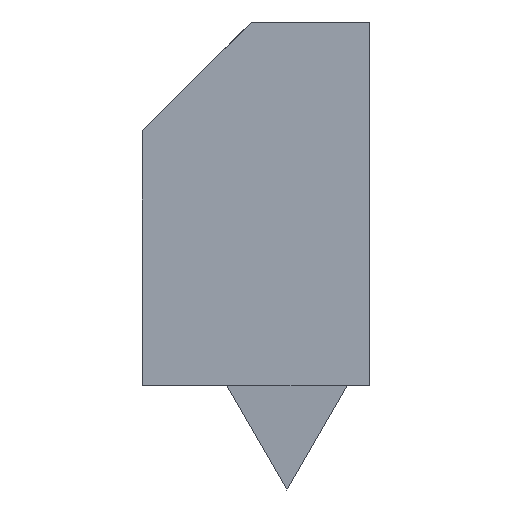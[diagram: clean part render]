
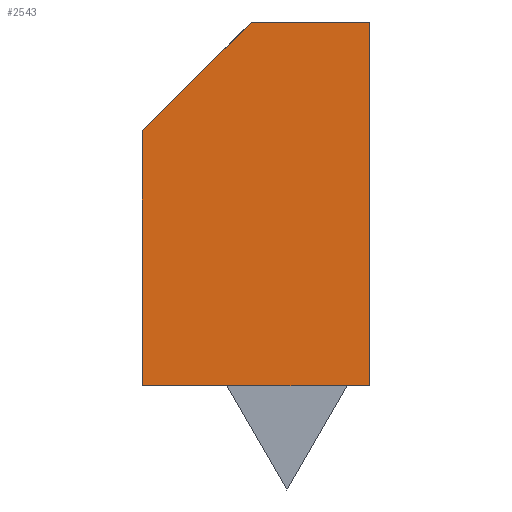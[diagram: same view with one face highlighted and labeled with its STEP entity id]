
A CAD part, left-side view. The second image highlights one B-rep face of the part: STEP entity #2543.
In plain terms, the highlighted planar face has unit normal (-1, 0, 0).
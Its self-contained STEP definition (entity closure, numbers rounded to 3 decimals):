
#441 = PLANE('',#442);
#442 = AXIS2_PLACEMENT_3D('',#443,#444,#445);
#443 = CARTESIAN_POINT('',(20.,-48.7,0.));
#444 = DIRECTION('',(0.,0.,-1.));
#445 = DIRECTION('',(0.,1.,0.));
#865 = PLANE('',#866);
#866 = AXIS2_PLACEMENT_3D('',#867,#868,#869);
#867 = CARTESIAN_POINT('',(-12.25,-66.,0.));
#868 = DIRECTION('',(0.,1.,0.));
#869 = DIRECTION('',(1.,0.,0.));
#898 = PLANE('',#899);
#899 = AXIS2_PLACEMENT_3D('',#900,#901,#902);
#900 = CARTESIAN_POINT('',(20.,-90.,0.));
#901 = DIRECTION('',(0.,0.,-1.));
#902 = DIRECTION('',(0.,1.,0.));
#1200 = VERTEX_POINT('',#1201);
#1201 = CARTESIAN_POINT('',(-12.25,-48.7,0.));
#1227 = EDGE_CURVE('',#1228,#1200,#1230,.T.);
#1228 = VERTEX_POINT('',#1229);
#1229 = CARTESIAN_POINT('',(-12.25,-38.5,0.));
#1230 = SURFACE_CURVE('',#1231,(#1235,#1242),.PCURVE_S1.);
#1231 = LINE('',#1232,#1233);
#1232 = CARTESIAN_POINT('',(-12.25,-38.5,0.));
#1233 = VECTOR('',#1234,1.);
#1234 = DIRECTION('',(0.,-1.,0.));
#1235 = PCURVE('',#441,#1236);
#1236 = DEFINITIONAL_REPRESENTATION('',(#1237),#1241);
#1237 = LINE('',#1238,#1239);
#1238 = CARTESIAN_POINT('',(10.2,-32.25));
#1239 = VECTOR('',#1240,1.);
#1240 = DIRECTION('',(-1.,0.));
#1241 = ( GEOMETRIC_REPRESENTATION_CONTEXT(2) 
PARAMETRIC_REPRESENTATION_CONTEXT() REPRESENTATION_CONTEXT('2D SPACE',''
  ) );
#1242 = PCURVE('',#1243,#1248);
#1243 = PLANE('',#1244);
#1244 = AXIS2_PLACEMENT_3D('',#1245,#1246,#1247);
#1245 = CARTESIAN_POINT('',(-12.25,-38.5,0.));
#1246 = DIRECTION('',(1.,0.,0.));
#1247 = DIRECTION('',(0.,-1.,0.));
#1248 = DEFINITIONAL_REPRESENTATION('',(#1249),#1253);
#1249 = LINE('',#1250,#1251);
#1250 = CARTESIAN_POINT('',(0.,0.));
#1251 = VECTOR('',#1252,1.);
#1252 = DIRECTION('',(1.,0.));
#1253 = ( GEOMETRIC_REPRESENTATION_CONTEXT(2) 
PARAMETRIC_REPRESENTATION_CONTEXT() REPRESENTATION_CONTEXT('2D SPACE',''
  ) );
#1271 = PLANE('',#1272);
#1272 = AXIS2_PLACEMENT_3D('',#1273,#1274,#1275);
#1273 = CARTESIAN_POINT('',(-10.967,-38.5,3.971));
#1274 = DIRECTION('',(0.,1.,0.));
#1275 = DIRECTION('',(1.,0.,0.));
#1804 = VERTEX_POINT('',#1805);
#1805 = CARTESIAN_POINT('',(-12.25,-66.,0.));
#1826 = EDGE_CURVE('',#1804,#1827,#1829,.T.);
#1827 = VERTEX_POINT('',#1828);
#1828 = CARTESIAN_POINT('',(-12.25,-66.,44.));
#1829 = SURFACE_CURVE('',#1830,(#1834,#1841),.PCURVE_S1.);
#1830 = LINE('',#1831,#1832);
#1831 = CARTESIAN_POINT('',(-12.25,-66.,0.));
#1832 = VECTOR('',#1833,1.);
#1833 = DIRECTION('',(0.,0.,1.));
#1834 = PCURVE('',#865,#1835);
#1835 = DEFINITIONAL_REPRESENTATION('',(#1836),#1840);
#1836 = LINE('',#1837,#1838);
#1837 = CARTESIAN_POINT('',(0.,0.));
#1838 = VECTOR('',#1839,1.);
#1839 = DIRECTION('',(0.,-1.));
#1840 = ( GEOMETRIC_REPRESENTATION_CONTEXT(2) 
PARAMETRIC_REPRESENTATION_CONTEXT() REPRESENTATION_CONTEXT('2D SPACE',''
  ) );
#1841 = PCURVE('',#1243,#1842);
#1842 = DEFINITIONAL_REPRESENTATION('',(#1843),#1847);
#1843 = LINE('',#1844,#1845);
#1844 = CARTESIAN_POINT('',(27.5,0.));
#1845 = VECTOR('',#1846,1.);
#1846 = DIRECTION('',(0.,-1.));
#1847 = ( GEOMETRIC_REPRESENTATION_CONTEXT(2) 
PARAMETRIC_REPRESENTATION_CONTEXT() REPRESENTATION_CONTEXT('2D SPACE',''
  ) );
#1865 = PLANE('',#1866);
#1866 = AXIS2_PLACEMENT_3D('',#1867,#1868,#1869);
#1867 = CARTESIAN_POINT('',(0.,-52.412,44.));
#1868 = DIRECTION('',(0.,0.,1.));
#1869 = DIRECTION('',(1.,0.,0.));
#2042 = VERTEX_POINT('',#2043);
#2043 = CARTESIAN_POINT('',(-12.25,-63.3,0.));
#2071 = EDGE_CURVE('',#2042,#1804,#2072,.T.);
#2072 = SURFACE_CURVE('',#2073,(#2077,#2084),.PCURVE_S1.);
#2073 = LINE('',#2074,#2075);
#2074 = CARTESIAN_POINT('',(-12.25,-38.5,0.));
#2075 = VECTOR('',#2076,1.);
#2076 = DIRECTION('',(0.,-1.,0.));
#2077 = PCURVE('',#898,#2078);
#2078 = DEFINITIONAL_REPRESENTATION('',(#2079),#2083);
#2079 = LINE('',#2080,#2081);
#2080 = CARTESIAN_POINT('',(51.5,-32.25));
#2081 = VECTOR('',#2082,1.);
#2082 = DIRECTION('',(-1.,0.));
#2083 = ( GEOMETRIC_REPRESENTATION_CONTEXT(2) 
PARAMETRIC_REPRESENTATION_CONTEXT() REPRESENTATION_CONTEXT('2D SPACE',''
  ) );
#2084 = PCURVE('',#1243,#2085);
#2085 = DEFINITIONAL_REPRESENTATION('',(#2086),#2090);
#2086 = LINE('',#2087,#2088);
#2087 = CARTESIAN_POINT('',(0.,0.));
#2088 = VECTOR('',#2089,1.);
#2089 = DIRECTION('',(1.,0.));
#2090 = ( GEOMETRIC_REPRESENTATION_CONTEXT(2) 
PARAMETRIC_REPRESENTATION_CONTEXT() REPRESENTATION_CONTEXT('2D SPACE',''
  ) );
#2212 = PLANE('',#2213);
#2213 = AXIS2_PLACEMENT_3D('',#2214,#2215,#2216);
#2214 = CARTESIAN_POINT('',(14.5,-54.966,47.297));
#2215 = DIRECTION('',(0.,-0.707,-0.707
    ));
#2216 = DIRECTION('',(0.,0.707,-0.707)
  );
#2500 = EDGE_CURVE('',#1228,#2501,#2503,.T.);
#2501 = VERTEX_POINT('',#2502);
#2502 = CARTESIAN_POINT('',(-12.25,-38.5,30.831));
#2503 = SURFACE_CURVE('',#2504,(#2508,#2515),.PCURVE_S1.);
#2504 = LINE('',#2505,#2506);
#2505 = CARTESIAN_POINT('',(-12.25,-38.5,0.));
#2506 = VECTOR('',#2507,1.);
#2507 = DIRECTION('',(0.,0.,1.));
#2508 = PCURVE('',#1271,#2509);
#2509 = DEFINITIONAL_REPRESENTATION('',(#2510),#2514);
#2510 = LINE('',#2511,#2512);
#2511 = CARTESIAN_POINT('',(-1.283,3.971));
#2512 = VECTOR('',#2513,1.);
#2513 = DIRECTION('',(0.,-1.));
#2514 = ( GEOMETRIC_REPRESENTATION_CONTEXT(2) 
PARAMETRIC_REPRESENTATION_CONTEXT() REPRESENTATION_CONTEXT('2D SPACE',''
  ) );
#2515 = PCURVE('',#1243,#2516);
#2516 = DEFINITIONAL_REPRESENTATION('',(#2517),#2521);
#2517 = LINE('',#2518,#2519);
#2518 = CARTESIAN_POINT('',(0.,0.));
#2519 = VECTOR('',#2520,1.);
#2520 = DIRECTION('',(0.,-1.));
#2521 = ( GEOMETRIC_REPRESENTATION_CONTEXT(2) 
PARAMETRIC_REPRESENTATION_CONTEXT() REPRESENTATION_CONTEXT('2D SPACE',''
  ) );
#2543 = ADVANCED_FACE('',(#2544),#1243,.F.);
#2544 = FACE_BOUND('',#2545,.F.);
#2545 = EDGE_LOOP('',(#2546,#2547,#2548,#2571,#2592,#2593,#2594));
#2546 = ORIENTED_EDGE('',*,*,#1227,.F.);
#2547 = ORIENTED_EDGE('',*,*,#2500,.T.);
#2548 = ORIENTED_EDGE('',*,*,#2549,.F.);
#2549 = EDGE_CURVE('',#2550,#2501,#2552,.T.);
#2550 = VERTEX_POINT('',#2551);
#2551 = CARTESIAN_POINT('',(-12.25,-51.669,44.));
#2552 = SURFACE_CURVE('',#2553,(#2557,#2564),.PCURVE_S1.);
#2553 = LINE('',#2554,#2555);
#2554 = CARTESIAN_POINT('',(-12.25,-39.025,31.356));
#2555 = VECTOR('',#2556,1.);
#2556 = DIRECTION('',(0.,0.707,-0.707));
#2557 = PCURVE('',#1243,#2558);
#2558 = DEFINITIONAL_REPRESENTATION('',(#2559),#2563);
#2559 = LINE('',#2560,#2561);
#2560 = CARTESIAN_POINT('',(0.525,-31.356));
#2561 = VECTOR('',#2562,1.);
#2562 = DIRECTION('',(-0.707,0.707));
#2563 = ( GEOMETRIC_REPRESENTATION_CONTEXT(2) 
PARAMETRIC_REPRESENTATION_CONTEXT() REPRESENTATION_CONTEXT('2D SPACE',''
  ) );
#2564 = PCURVE('',#2212,#2565);
#2565 = DEFINITIONAL_REPRESENTATION('',(#2566),#2570);
#2566 = LINE('',#2567,#2568);
#2567 = CARTESIAN_POINT('',(22.544,-26.75));
#2568 = VECTOR('',#2569,1.);
#2569 = DIRECTION('',(1.,0.));
#2570 = ( GEOMETRIC_REPRESENTATION_CONTEXT(2) 
PARAMETRIC_REPRESENTATION_CONTEXT() REPRESENTATION_CONTEXT('2D SPACE',''
  ) );
#2571 = ORIENTED_EDGE('',*,*,#2572,.T.);
#2572 = EDGE_CURVE('',#2550,#1827,#2573,.T.);
#2573 = SURFACE_CURVE('',#2574,(#2578,#2585),.PCURVE_S1.);
#2574 = LINE('',#2575,#2576);
#2575 = CARTESIAN_POINT('',(-12.25,-38.5,44.));
#2576 = VECTOR('',#2577,1.);
#2577 = DIRECTION('',(0.,-1.,0.));
#2578 = PCURVE('',#1243,#2579);
#2579 = DEFINITIONAL_REPRESENTATION('',(#2580),#2584);
#2580 = LINE('',#2581,#2582);
#2581 = CARTESIAN_POINT('',(0.,-44.));
#2582 = VECTOR('',#2583,1.);
#2583 = DIRECTION('',(1.,0.));
#2584 = ( GEOMETRIC_REPRESENTATION_CONTEXT(2) 
PARAMETRIC_REPRESENTATION_CONTEXT() REPRESENTATION_CONTEXT('2D SPACE',''
  ) );
#2585 = PCURVE('',#1865,#2586);
#2586 = DEFINITIONAL_REPRESENTATION('',(#2587),#2591);
#2587 = LINE('',#2588,#2589);
#2588 = CARTESIAN_POINT('',(-12.25,13.912));
#2589 = VECTOR('',#2590,1.);
#2590 = DIRECTION('',(0.,-1.));
#2591 = ( GEOMETRIC_REPRESENTATION_CONTEXT(2) 
PARAMETRIC_REPRESENTATION_CONTEXT() REPRESENTATION_CONTEXT('2D SPACE',''
  ) );
#2592 = ORIENTED_EDGE('',*,*,#1826,.F.);
#2593 = ORIENTED_EDGE('',*,*,#2071,.F.);
#2594 = ORIENTED_EDGE('',*,*,#2595,.F.);
#2595 = EDGE_CURVE('',#1200,#2042,#2596,.T.);
#2596 = SURFACE_CURVE('',#2597,(#2601,#2608),.PCURVE_S1.);
#2597 = LINE('',#2598,#2599);
#2598 = CARTESIAN_POINT('',(-12.25,-38.5,0.));
#2599 = VECTOR('',#2600,1.);
#2600 = DIRECTION('',(0.,-1.,0.));
#2601 = PCURVE('',#1243,#2602);
#2602 = DEFINITIONAL_REPRESENTATION('',(#2603),#2607);
#2603 = LINE('',#2604,#2605);
#2604 = CARTESIAN_POINT('',(0.,0.));
#2605 = VECTOR('',#2606,1.);
#2606 = DIRECTION('',(1.,0.));
#2607 = ( GEOMETRIC_REPRESENTATION_CONTEXT(2) 
PARAMETRIC_REPRESENTATION_CONTEXT() REPRESENTATION_CONTEXT('2D SPACE',''
  ) );
#2608 = PCURVE('',#2609,#2614);
#2609 = PLANE('',#2610);
#2610 = AXIS2_PLACEMENT_3D('',#2611,#2612,#2613);
#2611 = CARTESIAN_POINT('',(0.,-40.5,0.));
#2612 = DIRECTION('',(0.,0.,1.));
#2613 = DIRECTION('',(1.,0.,0.));
#2614 = DEFINITIONAL_REPRESENTATION('',(#2615),#2619);
#2615 = LINE('',#2616,#2617);
#2616 = CARTESIAN_POINT('',(-12.25,2.));
#2617 = VECTOR('',#2618,1.);
#2618 = DIRECTION('',(0.,-1.));
#2619 = ( GEOMETRIC_REPRESENTATION_CONTEXT(2) 
PARAMETRIC_REPRESENTATION_CONTEXT() REPRESENTATION_CONTEXT('2D SPACE',''
  ) );
